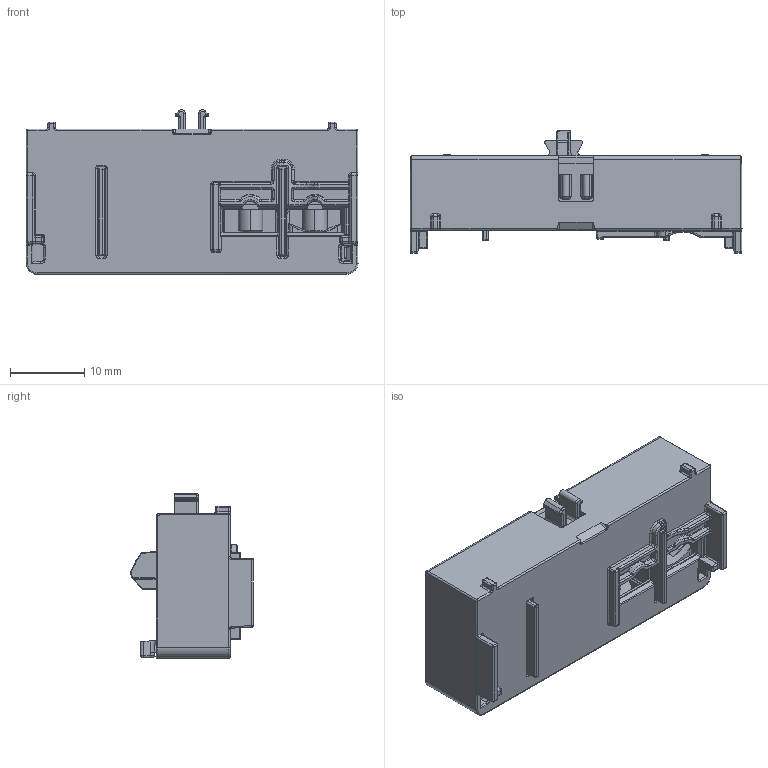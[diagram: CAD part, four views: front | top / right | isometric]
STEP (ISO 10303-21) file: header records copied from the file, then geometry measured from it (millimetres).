
FILE_DESCRIPTION((''),'2;1');
FILE_NAME('10005912487_C','2021-02-22T11:41:54',('RPampat'),('Rockwell Automation'),'CREO PARAMETRIC BY PTC INC, 2019444','CREO PARAMETRIC BY PTC INC, 2019444','');
FILE_SCHEMA(('CONFIG_CONTROL_DESIGN'));
Products named in the file (1): 10005912487_C
Bounding box: 44.7 x 16.51 x 22.18 mm (x, y, z)
Volume: 8072.6 mm3; surface area: 5344.9 mm2
Topology: 2 solids, 5 shells, 1880 faces, 4633 edges, 2654 vertices
Faces by surface type: cylinder 719, plane 598, bspline 356, sphere 123, torus 60, cone 24
Entity records: 77037 total; most frequent: CARTESIAN_POINT 36557, ORIENTED_EDGE 9022, DIRECTION 7617, EDGE_CURVE 4511, AXIS2_PLACEMENT_3D 2728, VERTEX_POINT 2654, VECTOR 2161, LINE 2161
